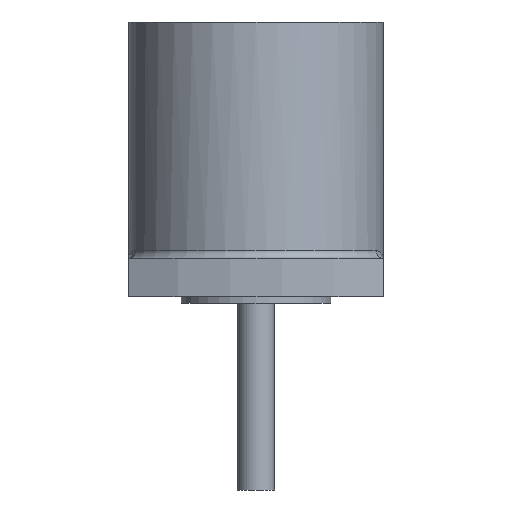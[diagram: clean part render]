
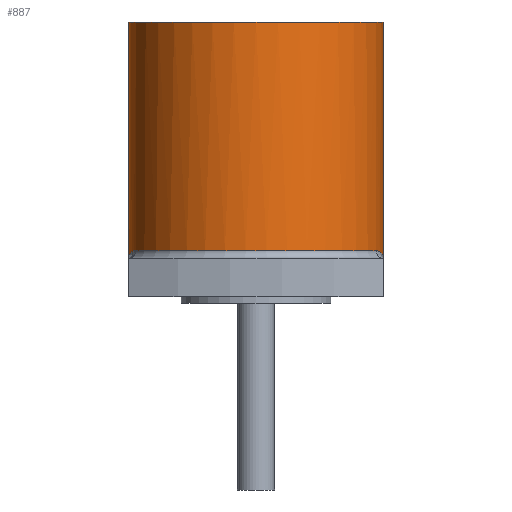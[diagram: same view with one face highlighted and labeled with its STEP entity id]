
A CAD part, front view. The second image highlights one B-rep face of the part: STEP entity #887.
In plain terms, the highlighted cylindrical face has radius 2.095 mm (diameter 4.191 mm), a full revolution.
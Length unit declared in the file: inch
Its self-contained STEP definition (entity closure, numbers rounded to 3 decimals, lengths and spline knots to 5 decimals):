
#17 = AXIS2_PLACEMENT_3D ( 'NONE', #225, #280, #926 ) ;
#30 = ORIENTED_EDGE ( 'NONE', *, *, #111, .T. ) ;
#55 = CARTESIAN_POINT ( 'NONE',  ( -0.0825, 0., 0. ) ) ;
#68 = EDGE_CURVE ( 'NONE', #630, #520, #542, .T. ) ;
#72 = CARTESIAN_POINT ( 'NONE',  ( -0.07779, 0.02749, 0.005 ) ) ;
#92 = VERTEX_POINT ( 'NONE', #867 ) ;
#95 = VERTEX_POINT ( 'NONE', #72 ) ;
#107 = VERTEX_POINT ( 'NONE', #650 ) ;
#111 = EDGE_CURVE ( 'NONE', #92, #107, #622, .T. ) ;
#148 = EDGE_CURVE ( 'NONE', #107, #95, #258, .T. ) ;
#169 = CIRCLE ( 'NONE', #17, 0.0825 ) ;
#178 = CARTESIAN_POINT ( 'NONE',  ( 0., 0., 0.005 ) ) ;
#188 = CARTESIAN_POINT ( 'NONE',  ( 0.07938, -0.02297, 0.005 ) ) ;
#194 = DIRECTION ( 'NONE',  ( 0., 0., 1. ) ) ;
#211 = CARTESIAN_POINT ( 'NONE',  ( 0.07779, 0.02749, 0.005 ) ) ;
#215 = B_SPLINE_CURVE_WITH_KNOTS ( 'NONE', 3,
 ( #243, #527, #597, #377, #393, #233 ),
 .UNSPECIFIED., .F., .F.,
 ( 4, 2, 4 ),
 ( 0., 0.00036, 0.00072 ),
 .UNSPECIFIED. ) ;
#221 = CARTESIAN_POINT ( 'NONE',  ( 0.07938, 0.02297, 0.005 ) ) ;
#222 = EDGE_CURVE ( 'NONE', #95, #680, #215, .T. ) ;
#225 = CARTESIAN_POINT ( 'NONE',  ( 0., 0., 0.153 ) ) ;
#226 = AXIS2_PLACEMENT_3D ( 'NONE', #923, #194, #497 ) ;
#232 = FACE_OUTER_BOUND ( 'NONE', #400, .T. ) ;
#233 = CARTESIAN_POINT ( 'NONE',  ( -0.0825, 0., 0. ) ) ;
#243 = CARTESIAN_POINT ( 'NONE',  ( -0.07779, 0.02749, 0.005 ) ) ;
#258 = CIRCLE ( 'NONE', #226, 0.0825 ) ;
#266 = CARTESIAN_POINT ( 'NONE',  ( -0.07779, -0.02749, 0.005 ) ) ;
#280 = DIRECTION ( 'NONE',  ( 0., 0., 1. ) ) ;
#281 = CARTESIAN_POINT ( 'NONE',  ( -0.08055, -0.01843, 0.00424 ) ) ;
#318 = EDGE_CURVE ( 'NONE', #520, #92, #564, .T. ) ;
#322 = FACE_OUTER_BOUND ( 'NONE', #837, .T. ) ;
#339 = CARTESIAN_POINT ( 'NONE',  ( 0.0825, 0., 0.153 ) ) ;
#377 = CARTESIAN_POINT ( 'NONE',  ( -0.08212, 0.00922, 0.00234 ) ) ;
#393 = CARTESIAN_POINT ( 'NONE',  ( -0.0825, 0.00459, 0.00116 ) ) ;
#395 = CARTESIAN_POINT ( 'NONE',  ( 0.07779, -0.02749, 0.005 ) ) ;
#396 = ORIENTED_EDGE ( 'NONE', *, *, #318, .T. ) ;
#400 = EDGE_LOOP ( 'NONE', ( #919 ) ) ;
#443 = CARTESIAN_POINT ( 'NONE',  ( 0.0825, -0.00459, 0.00116 ) ) ;
#447 = ORIENTED_EDGE ( 'NONE', *, *, #739, .T. ) ;
#474 = DIRECTION ( 'NONE',  ( 0., 0., 1. ) ) ;
#497 = DIRECTION ( 'NONE',  ( -1., 0., 0. ) ) ;
#508 = CARTESIAN_POINT ( 'NONE',  ( 0.08212, -0.00922, 0.00234 ) ) ;
#511 = CARTESIAN_POINT ( 'NONE',  ( 0.08212, 0.00922, 0.00234 ) ) ;
#520 = VERTEX_POINT ( 'NONE', #395 ) ;
#527 = CARTESIAN_POINT ( 'NONE',  ( -0.07938, 0.02297, 0.005 ) ) ;
#533 = DIRECTION ( 'NONE',  ( 1., 0., 0. ) ) ;
#542 = CIRCLE ( 'NONE', #879, 0.0825 ) ;
#550 = CARTESIAN_POINT ( 'NONE',  ( -0.07779, -0.02749, 0.005 ) ) ;
#561 = CARTESIAN_POINT ( 'NONE',  ( -0.0825, 0., 0. ) ) ;
#564 = B_SPLINE_CURVE_WITH_KNOTS ( 'NONE', 3,
 ( #656, #188, #939, #508, #443, #635 ),
 .UNSPECIFIED., .F., .F.,
 ( 4, 2, 4 ),
 ( 0., 0.00036, 0.00072 ),
 .UNSPECIFIED. ) ;
#582 = ORIENTED_EDGE ( 'NONE', *, *, #148, .T. ) ;
#597 = CARTESIAN_POINT ( 'NONE',  ( -0.08055, 0.01843, 0.00424 ) ) ;
#620 = ORIENTED_EDGE ( 'NONE', *, *, #68, .T. ) ;
#622 = B_SPLINE_CURVE_WITH_KNOTS ( 'NONE', 3,
 ( #929, #658, #511, #942, #221, #211 ),
 .UNSPECIFIED., .F., .F.,
 ( 4, 2, 4 ),
 ( -0.00001, 0.00035, 0.00072 ),
 .UNSPECIFIED. ) ;
#629 = CARTESIAN_POINT ( 'NONE',  ( -0.08212, -0.00922, 0.00234 ) ) ;
#630 = VERTEX_POINT ( 'NONE', #550 ) ;
#632 = CARTESIAN_POINT ( 'NONE',  ( -0.0825, -0.00462, 0.00117 ) ) ;
#635 = CARTESIAN_POINT ( 'NONE',  ( 0.0825, 0., 0. ) ) ;
#650 = CARTESIAN_POINT ( 'NONE',  ( 0.07779, 0.02749, 0.005 ) ) ;
#656 = CARTESIAN_POINT ( 'NONE',  ( 0.07779, -0.02749, 0.005 ) ) ;
#658 = CARTESIAN_POINT ( 'NONE',  ( 0.0825, 0.00462, 0.00117 ) ) ;
#680 = VERTEX_POINT ( 'NONE', #55 ) ;
#708 = VERTEX_POINT ( 'NONE', #339 ) ;
#709 = B_SPLINE_CURVE_WITH_KNOTS ( 'NONE', 3,
 ( #561, #632, #629, #281, #912, #266 ),
 .UNSPECIFIED., .F., .F.,
 ( 4, 2, 4 ),
 ( -0.00001, 0.00035, 0.00072 ),
 .UNSPECIFIED. ) ;
#716 = ORIENTED_EDGE ( 'NONE', *, *, #222, .T. ) ;
#739 = EDGE_CURVE ( 'NONE', #680, #630, #709, .T. ) ;
#771 = DIRECTION ( 'NONE',  ( 0., 0., 1. ) ) ;
#822 = CYLINDRICAL_SURFACE ( 'NONE', #897, 0.0825 ) ;
#828 = EDGE_CURVE ( 'NONE', #708, #708, #169, .T. ) ;
#837 = EDGE_LOOP ( 'NONE', ( #716, #447, #620, #396, #30, #582 ) ) ;
#867 = CARTESIAN_POINT ( 'NONE',  ( 0.0825, 0., 0. ) ) ;
#879 = AXIS2_PLACEMENT_3D ( 'NONE', #178, #771, #935 ) ;
#887 = ADVANCED_FACE ( 'NONE', ( #232, #322 ), #822, .T. ) ;
#893 = CARTESIAN_POINT ( 'NONE',  ( 0., 0., -0.127 ) ) ;
#897 = AXIS2_PLACEMENT_3D ( 'NONE', #893, #474, #533 ) ;
#912 = CARTESIAN_POINT ( 'NONE',  ( -0.07938, -0.02297, 0.005 ) ) ;
#919 = ORIENTED_EDGE ( 'NONE', *, *, #828, .F. ) ;
#923 = CARTESIAN_POINT ( 'NONE',  ( 0., 0., 0.005 ) ) ;
#926 = DIRECTION ( 'NONE',  ( 1., 0., 0. ) ) ;
#929 = CARTESIAN_POINT ( 'NONE',  ( 0.0825, 0., 0. ) ) ;
#935 = DIRECTION ( 'NONE',  ( -1., 0., 0. ) ) ;
#939 = CARTESIAN_POINT ( 'NONE',  ( 0.08055, -0.01843, 0.00424 ) ) ;
#942 = CARTESIAN_POINT ( 'NONE',  ( 0.08055, 0.01843, 0.00424 ) ) ;
